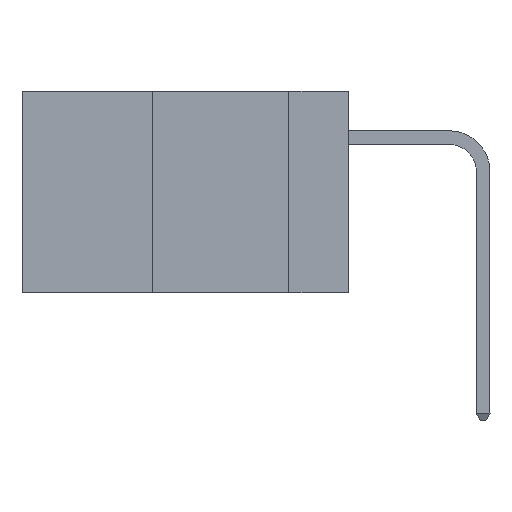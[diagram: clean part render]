
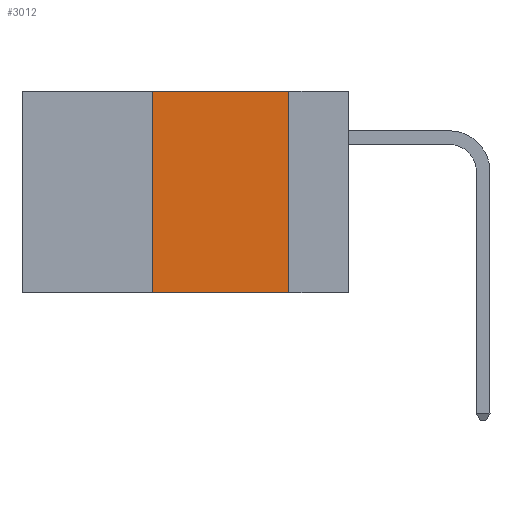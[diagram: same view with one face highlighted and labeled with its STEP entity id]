
A CAD part, left-side view. The second image highlights one B-rep face of the part: STEP entity #3012.
In plain terms, the highlighted planar face has unit normal (-1, 0, 0).
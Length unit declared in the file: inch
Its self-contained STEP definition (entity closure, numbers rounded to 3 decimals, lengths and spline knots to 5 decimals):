
#481 = ORIENTED_EDGE ( 'NONE', *, *, #8118, .F. ) ;
#1326 = LINE ( 'NONE', #14599, #8015 ) ;
#1737 = PLANE ( 'NONE',  #15746 ) ;
#2000 = ORIENTED_EDGE ( 'NONE', *, *, #8476, .T. ) ;
#2852 = CARTESIAN_POINT ( 'NONE',  ( 0., 0.36, 0. ) ) ;
#3012 = ADVANCED_FACE ( 'NONE', ( #15992 ), #1737, .F. ) ;
#3917 = DIRECTION ( 'NONE',  ( 0., -1., 0. ) ) ;
#4318 = CARTESIAN_POINT ( 'NONE',  ( 0., 0.36, 0. ) ) ;
#4325 = EDGE_LOOP ( 'NONE', ( #481, #17148, #10253, #2000 ) ) ;
#4400 = LINE ( 'NONE', #17406, #4726 ) ;
#4726 = VECTOR ( 'NONE', #5820, 39.37008 ) ;
#4785 = DIRECTION ( 'NONE',  ( 0., 0., -1. ) ) ;
#5318 = LINE ( 'NONE', #11079, #9900 ) ;
#5820 = DIRECTION ( 'NONE',  ( 0., -1., 0. ) ) ;
#5969 = VERTEX_POINT ( 'NONE', #13156 ) ;
#8015 = VECTOR ( 'NONE', #12841, 39.37008 ) ;
#8118 = EDGE_CURVE ( 'NONE', #5969, #18593, #1326, .T. ) ;
#8476 = EDGE_CURVE ( 'NONE', #13203, #18593, #4400, .T. ) ;
#9900 = VECTOR ( 'NONE', #3917, 39.37008 ) ;
#10253 = ORIENTED_EDGE ( 'NONE', *, *, #13983, .F. ) ;
#11079 = CARTESIAN_POINT ( 'NONE',  ( 0., 0.6, 0. ) ) ;
#11322 = EDGE_CURVE ( 'NONE', #12765, #5969, #5318, .T. ) ;
#12043 = DIRECTION ( 'NONE',  ( 1., 0., 0. ) ) ;
#12765 = VERTEX_POINT ( 'NONE', #2852 ) ;
#12841 = DIRECTION ( 'NONE',  ( 0., 0., -1. ) ) ;
#13022 = CARTESIAN_POINT ( 'NONE',  ( 0., 0.36, -0.37 ) ) ;
#13156 = CARTESIAN_POINT ( 'NONE',  ( 0., 0.11, 0. ) ) ;
#13203 = VERTEX_POINT ( 'NONE', #13022 ) ;
#13983 = EDGE_CURVE ( 'NONE', #13203, #12765, #17045, .T. ) ;
#14042 = VECTOR ( 'NONE', #14306, 39.37008 ) ;
#14306 = DIRECTION ( 'NONE',  ( 0., 0., 1. ) ) ;
#14599 = CARTESIAN_POINT ( 'NONE',  ( 0., 0.11, 0. ) ) ;
#14823 = CARTESIAN_POINT ( 'NONE',  ( 0., 0.11, -0.37 ) ) ;
#15746 = AXIS2_PLACEMENT_3D ( 'NONE', #17683, #12043, #4785 ) ;
#15992 = FACE_OUTER_BOUND ( 'NONE', #4325, .T. ) ;
#17045 = LINE ( 'NONE', #4318, #14042 ) ;
#17148 = ORIENTED_EDGE ( 'NONE', *, *, #11322, .F. ) ;
#17406 = CARTESIAN_POINT ( 'NONE',  ( 0., 0.6, -0.37 ) ) ;
#17683 = CARTESIAN_POINT ( 'NONE',  ( 0., 0.6, 0. ) ) ;
#18593 = VERTEX_POINT ( 'NONE', #14823 ) ;
